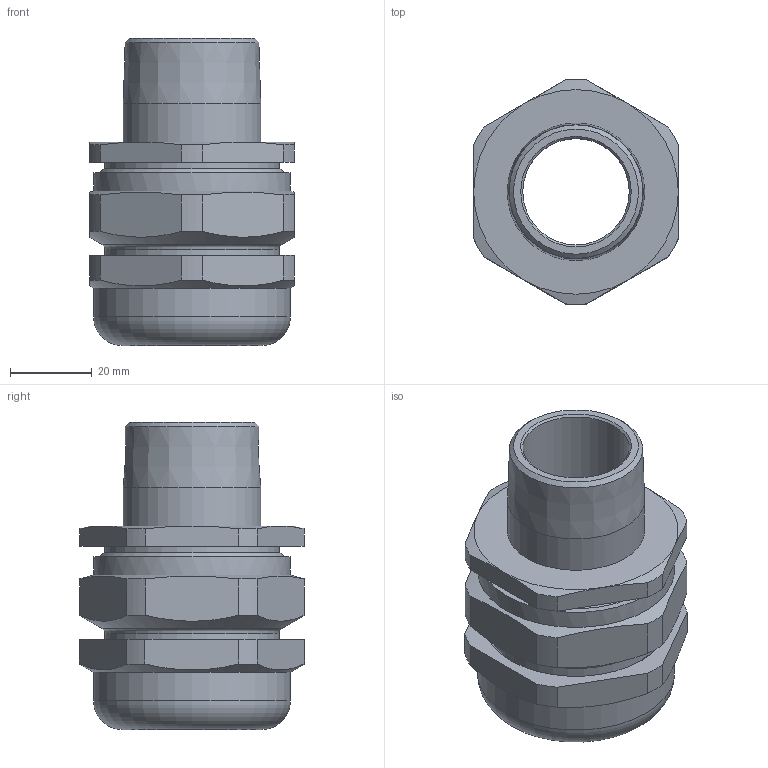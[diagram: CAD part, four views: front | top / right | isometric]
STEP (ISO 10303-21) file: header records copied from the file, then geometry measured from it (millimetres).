
FILE_DESCRIPTION (( 'STEP AP203' ), '1' );
FILE_NAME ('TMC100NB1AA531.STEP', '2019-10-30T11:50:23', ( '' ), ( '' ), 'SwSTEP 2.0', 'SolidWorks 2017', '' );
FILE_SCHEMA (( 'CONFIG_CONTROL_DESIGN' ));
Length unit declared in the file: millimetre
Products named in the file (1): TMC100NB1AA531
Bounding box: 50.04 x 54.98 x 75.02 mm (x, y, z)
Surface area: 22096.9 mm2 (no closed solid volume)
Topology: 0 solids, 7 shells, 72 faces, 181 edges, 116 vertices
Faces by surface type: cylinder 28, plane 25, cone 17, torus 2
Full cylindrical faces by diameter (mm): 26 x1, 32.3 x2, 32.7 x2, 33.6 x1, 42.6 x1, 42.75 x1, 48.1 x2
Entity records: 2273 total; most frequent: CARTESIAN_POINT 581, DIRECTION 346, ORIENTED_EDGE 294, EDGE_CURVE 154, AXIS2_PLACEMENT_3D 149, VERTEX_POINT 112, EDGE_LOOP 102, FACE_OUTER_BOUND 84
